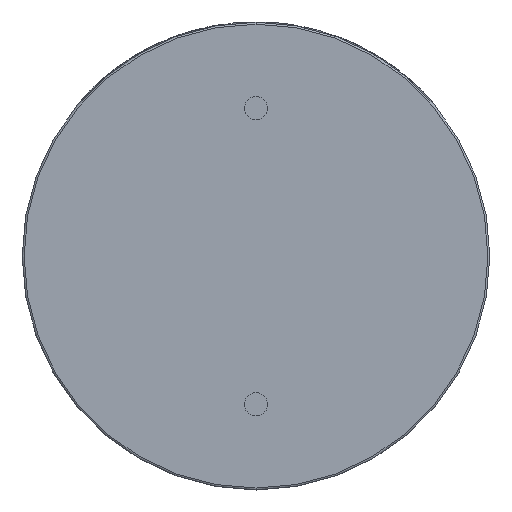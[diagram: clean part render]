
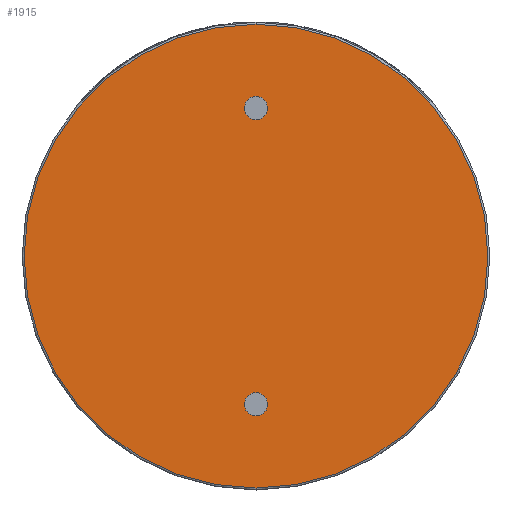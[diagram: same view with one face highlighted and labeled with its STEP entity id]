
A CAD part, front view. The second image highlights one B-rep face of the part: STEP entity #1915.
In plain terms, the highlighted planar face has unit normal (0, -1, 0).
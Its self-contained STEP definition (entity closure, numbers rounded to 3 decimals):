
#99 = CARTESIAN_POINT ( 'NONE',  ( 0., 0., 0. ) ) ;
#143 = CARTESIAN_POINT ( 'NONE',  ( 0., 0., -5.95 ) ) ;
#540 = VERTEX_POINT ( 'NONE', #6628 ) ;
#739 = DIRECTION ( 'NONE',  ( 0., -1., 0. ) ) ;
#840 = EDGE_LOOP ( 'NONE', ( #2198, #1921 ) ) ;
#1423 = CARTESIAN_POINT ( 'NONE',  ( 0., 0., 0. ) ) ;
#1456 = PLANE ( 'NONE',  #1475 ) ;
#1475 = AXIS2_PLACEMENT_3D ( 'NONE', #99, #739, #2123 ) ;
#1915 = ADVANCED_FACE ( 'NONE', ( #7093 ), #1456, .T. ) ;
#1921 = ORIENTED_EDGE ( 'NONE', *, *, #5040, .T. ) ;
#2089 = DIRECTION ( 'NONE',  ( 0., 0., -1. ) ) ;
#2123 = DIRECTION ( 'NONE',  ( 0., 0., -1. ) ) ;
#2198 = ORIENTED_EDGE ( 'NONE', *, *, #2441, .T. ) ;
#2436 = AXIS2_PLACEMENT_3D ( 'NONE', #1423, #6108, #2089 ) ;
#2441 = EDGE_CURVE ( 'NONE', #3771, #540, #6025, .T. ) ;
#2553 = CIRCLE ( 'NONE', #2436, 5.95 ) ;
#3340 = CARTESIAN_POINT ( 'NONE',  ( 0., 0., 0. ) ) ;
#3771 = VERTEX_POINT ( 'NONE', #143 ) ;
#4015 = DIRECTION ( 'NONE',  ( 0., 0., -1. ) ) ;
#5040 = EDGE_CURVE ( 'NONE', #540, #3771, #2553, .T. ) ;
#6025 = CIRCLE ( 'NONE', #6435, 5.95 ) ;
#6108 = DIRECTION ( 'NONE',  ( 0., -1., 0. ) ) ;
#6435 = AXIS2_PLACEMENT_3D ( 'NONE', #3340, #8018, #4015 ) ;
#6628 = CARTESIAN_POINT ( 'NONE',  ( 0., 0., 5.95 ) ) ;
#7093 = FACE_OUTER_BOUND ( 'NONE', #840, .T. ) ;
#8018 = DIRECTION ( 'NONE',  ( 0., -1., 0. ) ) ;
